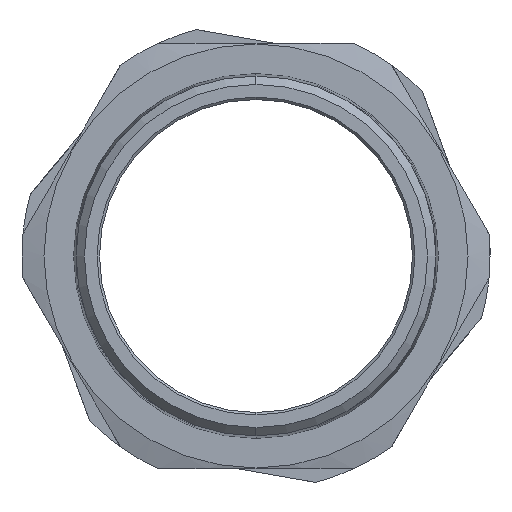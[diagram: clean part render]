
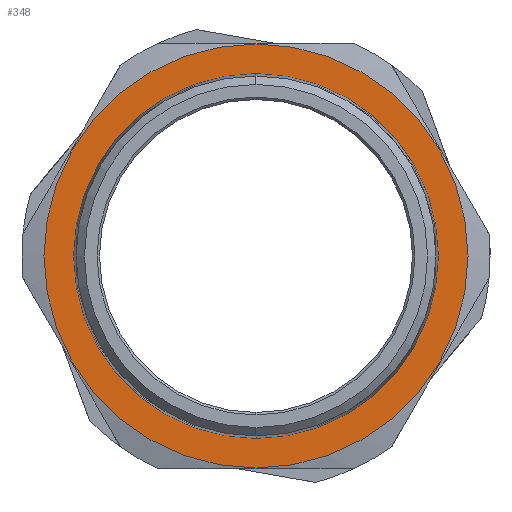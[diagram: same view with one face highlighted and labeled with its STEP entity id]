
A CAD part, left-side view. The second image highlights one B-rep face of the part: STEP entity #348.
In plain terms, the highlighted planar face has unit normal (-1, 0, 0).
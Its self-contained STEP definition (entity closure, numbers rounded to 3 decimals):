
#4 = CARTESIAN_POINT ( 'NONE',  ( 44.3, 0., 57.15 ) ) ;
#207 = CARTESIAN_POINT ( 'NONE',  ( 44.3, 0., 66.45 ) ) ;
#327 = DIRECTION ( 'NONE',  ( 0., 0., 1. ) ) ;
#348 = ADVANCED_FACE ( 'NONE', ( #3339, #2613 ), #2157, .T. ) ;
#648 = ORIENTED_EDGE ( 'NONE', *, *, #1087, .T. ) ;
#657 = EDGE_LOOP ( 'NONE', ( #648, #772 ) ) ;
#691 = ORIENTED_EDGE ( 'NONE', *, *, #2297, .F. ) ;
#772 = ORIENTED_EDGE ( 'NONE', *, *, #2915, .T. ) ;
#860 = VERTEX_POINT ( 'NONE', #3370 ) ;
#920 = AXIS2_PLACEMENT_3D ( 'NONE', #3159, #1486, #3200 ) ;
#1044 = DIRECTION ( 'NONE',  ( 0., 0., 1. ) ) ;
#1087 = EDGE_CURVE ( 'NONE', #3001, #1530, #3088, .T. ) ;
#1300 = DIRECTION ( 'NONE',  ( -1., 0., 0. ) ) ;
#1311 = CARTESIAN_POINT ( 'NONE',  ( 44.3, 0., 0. ) ) ;
#1326 = AXIS2_PLACEMENT_3D ( 'NONE', #2690, #2955, #2453 ) ;
#1369 = AXIS2_PLACEMENT_3D ( 'NONE', #1311, #1300, #1044 ) ;
#1457 = AXIS2_PLACEMENT_3D ( 'NONE', #1973, #2801, #327 ) ;
#1486 = DIRECTION ( 'NONE',  ( -1., 0., 0. ) ) ;
#1522 = AXIS2_PLACEMENT_3D ( 'NONE', #2448, #3002, #3548 ) ;
#1530 = VERTEX_POINT ( 'NONE', #207 ) ;
#1720 = EDGE_LOOP ( 'NONE', ( #3068, #691 ) ) ;
#1917 = EDGE_CURVE ( 'NONE', #2195, #860, #2776, .T. ) ;
#1973 = CARTESIAN_POINT ( 'NONE',  ( 44.3, 0., 0. ) ) ;
#2119 = CIRCLE ( 'NONE', #1369, 66.45 ) ;
#2157 = PLANE ( 'NONE',  #1522 ) ;
#2195 = VERTEX_POINT ( 'NONE', #4 ) ;
#2297 = EDGE_CURVE ( 'NONE', #860, #2195, #2299, .T. ) ;
#2299 = CIRCLE ( 'NONE', #1457, 57.15 ) ;
#2448 = CARTESIAN_POINT ( 'NONE',  ( 44.3, 57.15, 0. ) ) ;
#2453 = DIRECTION ( 'NONE',  ( 0., 0., 1. ) ) ;
#2479 = CARTESIAN_POINT ( 'NONE',  ( 44.3, 0., -66.45 ) ) ;
#2613 = FACE_OUTER_BOUND ( 'NONE', #657, .T. ) ;
#2690 = CARTESIAN_POINT ( 'NONE',  ( 44.3, 0., 0. ) ) ;
#2776 = CIRCLE ( 'NONE', #920, 57.15 ) ;
#2801 = DIRECTION ( 'NONE',  ( -1., 0., 0. ) ) ;
#2915 = EDGE_CURVE ( 'NONE', #1530, #3001, #2119, .T. ) ;
#2955 = DIRECTION ( 'NONE',  ( -1., 0., 0. ) ) ;
#3001 = VERTEX_POINT ( 'NONE', #2479 ) ;
#3002 = DIRECTION ( 'NONE',  ( -1., 0., 0. ) ) ;
#3068 = ORIENTED_EDGE ( 'NONE', *, *, #1917, .F. ) ;
#3088 = CIRCLE ( 'NONE', #1326, 66.45 ) ;
#3159 = CARTESIAN_POINT ( 'NONE',  ( 44.3, 0., 0. ) ) ;
#3200 = DIRECTION ( 'NONE',  ( 0., 0., 1. ) ) ;
#3339 = FACE_BOUND ( 'NONE', #1720, .T. ) ;
#3370 = CARTESIAN_POINT ( 'NONE',  ( 44.3, 0., -57.15 ) ) ;
#3548 = DIRECTION ( 'NONE',  ( 0., 0., 1. ) ) ;
